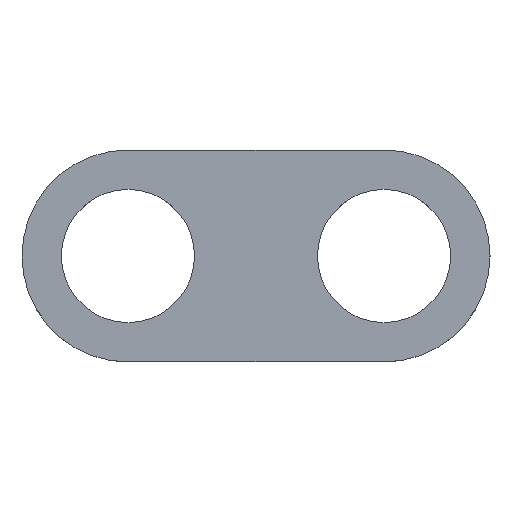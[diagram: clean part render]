
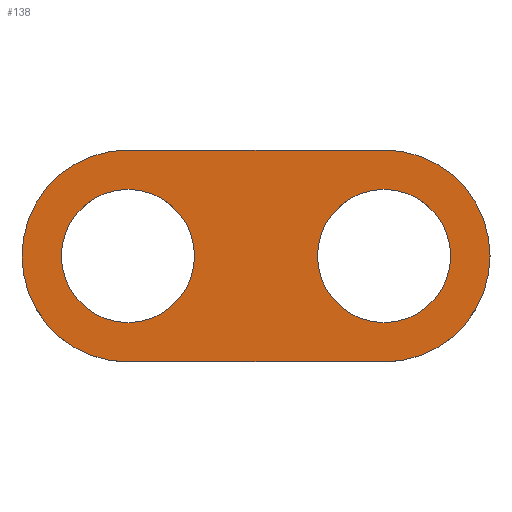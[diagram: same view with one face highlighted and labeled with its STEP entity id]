
A CAD part, top view. The second image highlights one B-rep face of the part: STEP entity #138.
In plain terms, the highlighted planar face has unit normal (0, 0, 1).
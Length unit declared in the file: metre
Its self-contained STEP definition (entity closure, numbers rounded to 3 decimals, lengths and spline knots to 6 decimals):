
#14=PLANE('',#167);
#20=LINE('',#226,#28);
#23=LINE('',#240,#31);
#28=VECTOR('',#183,1.);
#31=VECTOR('',#200,1.);
#52=ORIENTED_EDGE('',*,*,#66,.T.);
#53=ORIENTED_EDGE('',*,*,#70,.T.);
#54=ORIENTED_EDGE('',*,*,#73,.T.);
#55=ORIENTED_EDGE('',*,*,#77,.T.);
#56=ORIENTED_EDGE('',*,*,#74,.F.);
#57=ORIENTED_EDGE('',*,*,#78,.F.);
#66=EDGE_CURVE('',#83,#82,#93,.T.);
#70=EDGE_CURVE('',#82,#85,#20,.T.);
#73=EDGE_CURVE('',#85,#87,#95,.T.);
#74=EDGE_CURVE('',#88,#88,#96,.T.);
#77=EDGE_CURVE('',#87,#83,#23,.T.);
#78=EDGE_CURVE('',#90,#90,#98,.T.);
#82=VERTEX_POINT('',#217);
#83=VERTEX_POINT('',#219);
#85=VERTEX_POINT('',#225);
#87=VERTEX_POINT('',#231);
#88=VERTEX_POINT('',#235);
#90=VERTEX_POINT('',#243);
#93=CIRCLE('',#155,0.0175);
#95=CIRCLE('',#159,0.0175);
#96=CIRCLE('',#161,0.011);
#98=CIRCLE('',#165,0.011);
#108=EDGE_LOOP('',(#52,#53,#54,#55));
#109=EDGE_LOOP('',(#56));
#110=EDGE_LOOP('',(#57));
#122=FACE_BOUND('',#108,.T.);
#123=FACE_BOUND('',#109,.T.);
#124=FACE_BOUND('',#110,.T.);
#138=ADVANCED_FACE('',(#122,#123,#124),#14,.T.);
#155=AXIS2_PLACEMENT_3D('',#218,#176,#177);
#159=AXIS2_PLACEMENT_3D('',#232,#189,#190);
#161=AXIS2_PLACEMENT_3D('',#234,#193,#194);
#165=AXIS2_PLACEMENT_3D('',#242,#203,#204);
#167=AXIS2_PLACEMENT_3D('',#246,#207,#208);
#176=DIRECTION('',(0.,0.,1.));
#177=DIRECTION('',(1.,0.,0.));
#183=DIRECTION('',(-1.,0.,0.));
#189=DIRECTION('',(0.,0.,1.));
#190=DIRECTION('',(1.,0.,0.));
#193=DIRECTION('',(0.,0.,1.));
#194=DIRECTION('',(1.,0.,0.));
#200=DIRECTION('',(1.,0.,0.));
#203=DIRECTION('',(0.,0.,1.));
#204=DIRECTION('',(1.,0.,0.));
#207=DIRECTION('',(0.,0.,1.));
#208=DIRECTION('',(1.,0.,0.));
#217=CARTESIAN_POINT('',(0.0423,0.0175,0.01));
#218=CARTESIAN_POINT('',(0.0423,0.,0.01));
#219=CARTESIAN_POINT('',(0.0423,-0.0175,0.01));
#225=CARTESIAN_POINT('',(0.,0.0175,0.01));
#226=CARTESIAN_POINT('',(0.02115,0.0175,0.01));
#231=CARTESIAN_POINT('',(0.,-0.0175,0.01));
#232=CARTESIAN_POINT('',(0.,0.,0.01));
#234=CARTESIAN_POINT('',(0.,0.,0.01));
#235=CARTESIAN_POINT('',(0.011,0.,0.01));
#240=CARTESIAN_POINT('',(0.02115,-0.0175,0.01));
#242=CARTESIAN_POINT('',(0.0423,0.,0.01));
#243=CARTESIAN_POINT('',(0.0533,0.,0.01));
#246=CARTESIAN_POINT('',(0.02115,0.,0.01));
